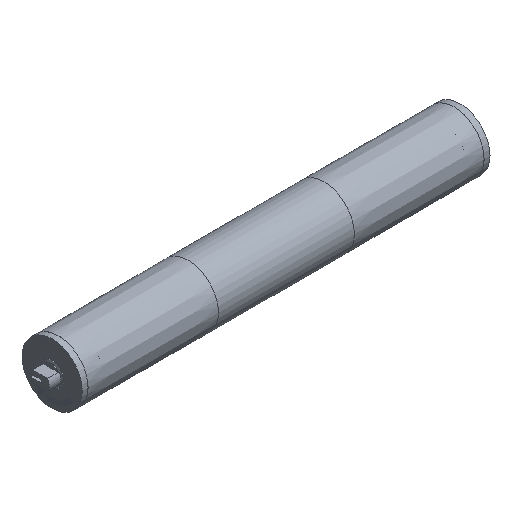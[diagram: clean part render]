
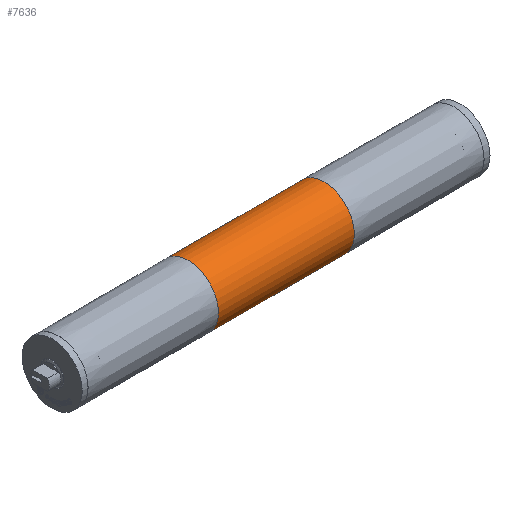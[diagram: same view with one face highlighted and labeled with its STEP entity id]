
A CAD part, isometric view. The second image highlights one B-rep face of the part: STEP entity #7636.
In plain terms, the highlighted cylindrical face has radius 56.75 mm (diameter 113.5 mm), a full revolution.
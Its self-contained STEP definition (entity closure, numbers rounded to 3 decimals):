
#237=FACE_BOUND('',#1445,.T.);
#280=CIRCLE('',#7948,56.75);
#281=CIRCLE('',#7949,56.75);
#966=FACE_OUTER_BOUND('',#1444,.T.);
#1444=EDGE_LOOP('',(#7181));
#1445=EDGE_LOOP('',(#7182));
#3945=VERTEX_POINT('',#13644);
#3946=VERTEX_POINT('',#13646);
#5029=EDGE_CURVE('',#3945,#3945,#280,.T.);
#5030=EDGE_CURVE('',#3946,#3946,#281,.T.);
#7181=ORIENTED_EDGE('',*,*,#5029,.T.);
#7182=ORIENTED_EDGE('',*,*,#5030,.F.);
#7223=CYLINDRICAL_SURFACE('',#7947,56.75);
#7636=ADVANCED_FACE('',(#966,#237),#7223,.T.);
#7947=AXIS2_PLACEMENT_3D('',#13643,#9235,#9236);
#7948=AXIS2_PLACEMENT_3D('',#13645,#9237,#9238);
#7949=AXIS2_PLACEMENT_3D('',#13647,#9239,#9240);
#9235=DIRECTION('center_axis',(1.,0.,0.));
#9236=DIRECTION('ref_axis',(0.,1.,0.));
#9237=DIRECTION('center_axis',(1.,0.,0.));
#9238=DIRECTION('ref_axis',(0.,0.,-1.));
#9239=DIRECTION('center_axis',(1.,0.,0.));
#9240=DIRECTION('ref_axis',(0.,0.,-1.));
#13643=CARTESIAN_POINT('Origin',(0.,0.,0.));
#13644=CARTESIAN_POINT('',(-127.,56.75,0.));
#13645=CARTESIAN_POINT('Origin',(-127.,0.,
0.));
#13646=CARTESIAN_POINT('',(127.,56.75,0.));
#13647=CARTESIAN_POINT('Origin',(127.,0.,
0.));
